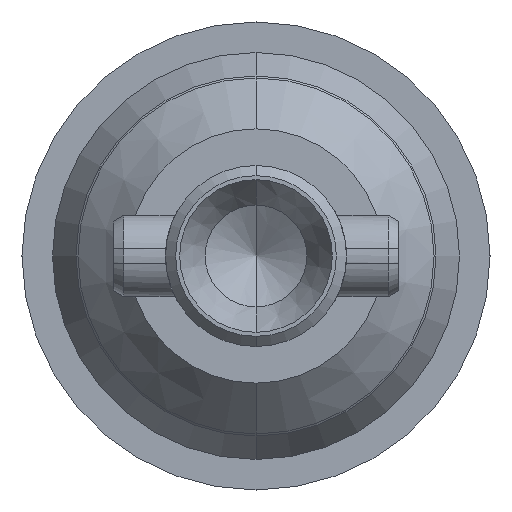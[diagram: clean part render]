
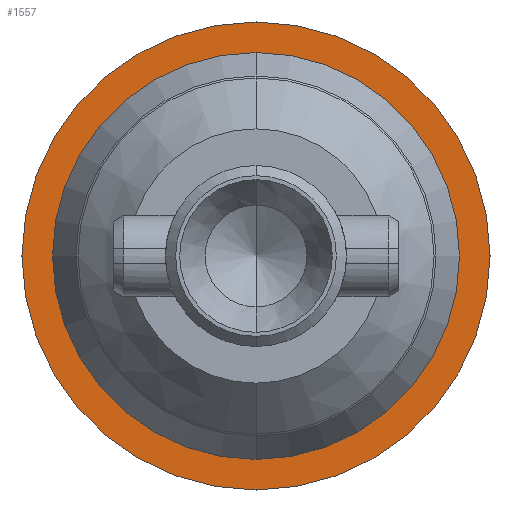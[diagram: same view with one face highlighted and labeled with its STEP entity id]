
A CAD part, front view. The second image highlights one B-rep face of the part: STEP entity #1557.
In plain terms, the highlighted planar face has unit normal (0, -1, 0).
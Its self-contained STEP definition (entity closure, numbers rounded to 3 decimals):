
#121 = ORIENTED_EDGE ( 'NONE', *, *, #6140, .F. ) ;
#238 = VERTEX_POINT ( 'NONE', #7118 ) ;
#265 = EDGE_CURVE ( 'NONE', #7283, #5207, #7424, .T. ) ;
#607 = EDGE_LOOP ( 'NONE', ( #1075, #5303 ) ) ;
#799 = CARTESIAN_POINT ( 'NONE',  ( 0., -5.7, 2.3 ) ) ;
#941 = DIRECTION ( 'NONE',  ( 0., 0., 1. ) ) ;
#1075 = ORIENTED_EDGE ( 'NONE', *, *, #2775, .T. ) ;
#1342 = AXIS2_PLACEMENT_3D ( 'NONE', #5346, #4075, #1621 ) ;
#1419 = CARTESIAN_POINT ( 'NONE',  ( 0., -5.7, -2. ) ) ;
#1557 = ADVANCED_FACE ( 'NONE', ( #5759, #7231 ), #1719, .T. ) ;
#1621 = DIRECTION ( 'NONE',  ( 0., 0., 1. ) ) ;
#1662 = EDGE_CURVE ( 'NONE', #6872, #238, #5549, .T. ) ;
#1719 = PLANE ( 'NONE',  #4632 ) ;
#1862 = CIRCLE ( 'NONE', #4018, 2. ) ;
#2205 = CARTESIAN_POINT ( 'NONE',  ( 0., -5.7, 0. ) ) ;
#2306 = CARTESIAN_POINT ( 'NONE',  ( -2.3, -5.7, 0. ) ) ;
#2334 = CARTESIAN_POINT ( 'NONE',  ( 0., -5.7, 0. ) ) ;
#2775 = EDGE_CURVE ( 'NONE', #238, #6872, #1862, .T. ) ;
#2995 = DIRECTION ( 'NONE',  ( 0., 0., -1. ) ) ;
#3402 = DIRECTION ( 'NONE',  ( 0., 0., 1. ) ) ;
#3409 = CARTESIAN_POINT ( 'NONE',  ( 0., -5.7, 0. ) ) ;
#4018 = AXIS2_PLACEMENT_3D ( 'NONE', #3409, #5245, #941 ) ;
#4075 = DIRECTION ( 'NONE',  ( 0., 1., 0. ) ) ;
#4261 = DIRECTION ( 'NONE',  ( 0., 0., 1. ) ) ;
#4632 = AXIS2_PLACEMENT_3D ( 'NONE', #2306, #6635, #2995 ) ;
#4907 = DIRECTION ( 'NONE',  ( 0., 1., 0. ) ) ;
#5207 = VERTEX_POINT ( 'NONE', #799 ) ;
#5245 = DIRECTION ( 'NONE',  ( 0., 1., 0. ) ) ;
#5303 = ORIENTED_EDGE ( 'NONE', *, *, #1662, .T. ) ;
#5307 = AXIS2_PLACEMENT_3D ( 'NONE', #2334, #4907, #4261 ) ;
#5346 = CARTESIAN_POINT ( 'NONE',  ( 0., -5.7, 0. ) ) ;
#5549 = CIRCLE ( 'NONE', #5307, 2. ) ;
#5759 = FACE_BOUND ( 'NONE', #607, .T. ) ;
#5988 = EDGE_LOOP ( 'NONE', ( #121, #6121 ) ) ;
#6085 = AXIS2_PLACEMENT_3D ( 'NONE', #2205, #7842, #3402 ) ;
#6121 = ORIENTED_EDGE ( 'NONE', *, *, #265, .F. ) ;
#6140 = EDGE_CURVE ( 'NONE', #5207, #7283, #6321, .T. ) ;
#6321 = CIRCLE ( 'NONE', #1342, 2.3 ) ;
#6451 = CARTESIAN_POINT ( 'NONE',  ( 0., -5.7, -2.3 ) ) ;
#6635 = DIRECTION ( 'NONE',  ( 0., -1., 0. ) ) ;
#6872 = VERTEX_POINT ( 'NONE', #1419 ) ;
#7118 = CARTESIAN_POINT ( 'NONE',  ( 0., -5.7, 2. ) ) ;
#7231 = FACE_OUTER_BOUND ( 'NONE', #5988, .T. ) ;
#7283 = VERTEX_POINT ( 'NONE', #6451 ) ;
#7424 = CIRCLE ( 'NONE', #6085, 2.3 ) ;
#7842 = DIRECTION ( 'NONE',  ( 0., 1., 0. ) ) ;
